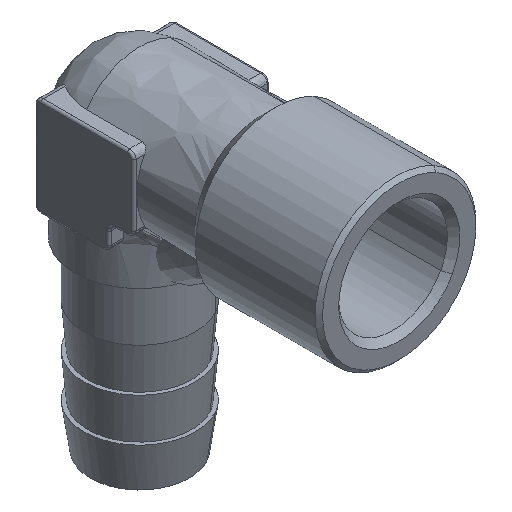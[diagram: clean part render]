
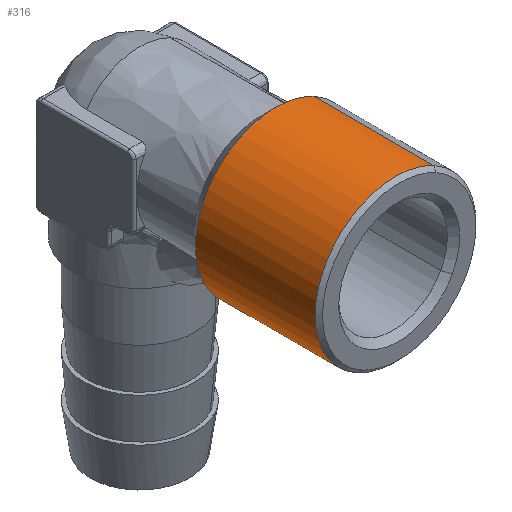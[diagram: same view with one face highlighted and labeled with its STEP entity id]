
A CAD part, isometric view. The second image highlights one B-rep face of the part: STEP entity #316.
In plain terms, the highlighted free-form (B-spline) face has degree [2, 1] with [9, 2] control points.
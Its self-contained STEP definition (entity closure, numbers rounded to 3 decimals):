
#58=(
BOUNDED_SURFACE()
B_SPLINE_SURFACE(2,1,((#4799,#4800),(#4801,#4802),(#4803,#4804),(#4805,
#4806),(#4807,#4808),(#4809,#4810),(#4811,#4812),(#4813,#4814),(#4815,#4816)),
 .UNSPECIFIED.,.T.,.F.,.F.)
B_SPLINE_SURFACE_WITH_KNOTS((3,2,2,2,3),(2,2),(0.,1.571,3.142,
4.712,6.283),(0.,11.76),.UNSPECIFIED.)
GEOMETRIC_REPRESENTATION_ITEM()
RATIONAL_B_SPLINE_SURFACE(((1.,1.),(0.707,0.707),
(1.,1.),(0.707,0.707),(1.,1.),(0.707,
0.707),(1.,1.),(0.707,0.707),(1.,1.)))
REPRESENTATION_ITEM('')
SURFACE()
);
#316=ADVANCED_FACE('',(#410),#58,.T.);
#410=FACE_OUTER_BOUND('',#505,.T.);
#505=EDGE_LOOP('',(#755,#756,#757,#758));
#755=ORIENTED_EDGE('',*,*,#1210,.T.);
#756=ORIENTED_EDGE('',*,*,#1209,.F.);
#757=ORIENTED_EDGE('',*,*,#1211,.T.);
#758=ORIENTED_EDGE('',*,*,#1212,.T.);
#1209=EDGE_CURVE('',#2101,#2102,#1590,.T.);
#1210=EDGE_CURVE('',#2103,#2102,#1744,.T.);
#1211=EDGE_CURVE('',#2101,#2104,#1745,.T.);
#1212=EDGE_CURVE('',#2104,#2103,#1591,.T.);
#1590=(
BOUNDED_CURVE()
B_SPLINE_CURVE(2,(#4821,#4822,#4823,#4824,#4825),.UNSPECIFIED.,.F.,.F.)
B_SPLINE_CURVE_WITH_KNOTS((3,2,3),(-20.42,-10.21,
0.),.UNSPECIFIED.)
CURVE()
GEOMETRIC_REPRESENTATION_ITEM()
RATIONAL_B_SPLINE_CURVE((1.,0.707,1.,0.707,1.))
REPRESENTATION_ITEM('')
);
#1591=(
BOUNDED_CURVE()
B_SPLINE_CURVE(2,(#4830,#4831,#4832,#4833,#4834),.UNSPECIFIED.,.F.,.F.)
B_SPLINE_CURVE_WITH_KNOTS((3,2,3),(0.,10.21,20.42),
 .UNSPECIFIED.)
CURVE()
GEOMETRIC_REPRESENTATION_ITEM()
RATIONAL_B_SPLINE_CURVE((1.,0.707,1.,0.707,1.))
REPRESENTATION_ITEM('')
);
#1744=B_SPLINE_CURVE_WITH_KNOTS('',1,(#4826,#4827),.UNSPECIFIED.,.F.,.F.,
(2,2),(0.,9.7),.UNSPECIFIED.);
#1745=B_SPLINE_CURVE_WITH_KNOTS('',1,(#4828,#4829),.UNSPECIFIED.,.F.,.F.,
(2,2),(-9.7,0.),.UNSPECIFIED.);
#2101=VERTEX_POINT('',#4817);
#2102=VERTEX_POINT('',#4818);
#2103=VERTEX_POINT('',#4819);
#2104=VERTEX_POINT('',#4820);
#4799=CARTESIAN_POINT('',(0.,-21.73,-6.5));
#4800=CARTESIAN_POINT('',(0.,-9.97,-6.5));
#4801=CARTESIAN_POINT('',(-6.5,-21.73,-6.5));
#4802=CARTESIAN_POINT('',(-6.5,-9.97,-6.5));
#4803=CARTESIAN_POINT('',(-6.5,-21.73,0.));
#4804=CARTESIAN_POINT('',(-6.5,-9.97,0.));
#4805=CARTESIAN_POINT('',(-6.5,-21.73,6.5));
#4806=CARTESIAN_POINT('',(-6.5,-9.97,6.5));
#4807=CARTESIAN_POINT('',(0.,-21.73,6.5));
#4808=CARTESIAN_POINT('',(0.,-9.97,6.5));
#4809=CARTESIAN_POINT('',(6.5,-21.73,6.5));
#4810=CARTESIAN_POINT('',(6.5,-9.97,6.5));
#4811=CARTESIAN_POINT('',(6.5,-21.73,0.));
#4812=CARTESIAN_POINT('',(6.5,-9.97,0.));
#4813=CARTESIAN_POINT('',(6.5,-21.73,-6.5));
#4814=CARTESIAN_POINT('',(6.5,-9.97,-6.5));
#4815=CARTESIAN_POINT('',(0.,-21.73,-6.5));
#4816=CARTESIAN_POINT('',(0.,-9.97,-6.5));
#4817=CARTESIAN_POINT('',(-3.116,-11.,-5.704));
#4818=CARTESIAN_POINT('',(3.116,-11.,5.704));
#4819=CARTESIAN_POINT('',(3.116,-20.7,5.704));
#4820=CARTESIAN_POINT('',(-3.116,-20.7,-5.704));
#4821=CARTESIAN_POINT('',(-3.116,-11.,-5.704));
#4822=CARTESIAN_POINT('',(-8.821,-11.,-2.588));
#4823=CARTESIAN_POINT('',(-5.704,-11.,3.116));
#4824=CARTESIAN_POINT('',(-2.588,-11.,8.821));
#4825=CARTESIAN_POINT('',(3.116,-11.,5.704));
#4826=CARTESIAN_POINT('',(3.116,-20.7,5.704));
#4827=CARTESIAN_POINT('',(3.116,-11.,5.704));
#4828=CARTESIAN_POINT('',(-3.116,-11.,-5.704));
#4829=CARTESIAN_POINT('',(-3.116,-20.7,-5.704));
#4830=CARTESIAN_POINT('',(-3.116,-20.7,-5.704));
#4831=CARTESIAN_POINT('',(-8.821,-20.7,-2.588));
#4832=CARTESIAN_POINT('',(-5.704,-20.7,3.116));
#4833=CARTESIAN_POINT('',(-2.588,-20.7,8.821));
#4834=CARTESIAN_POINT('',(3.116,-20.7,5.704));
